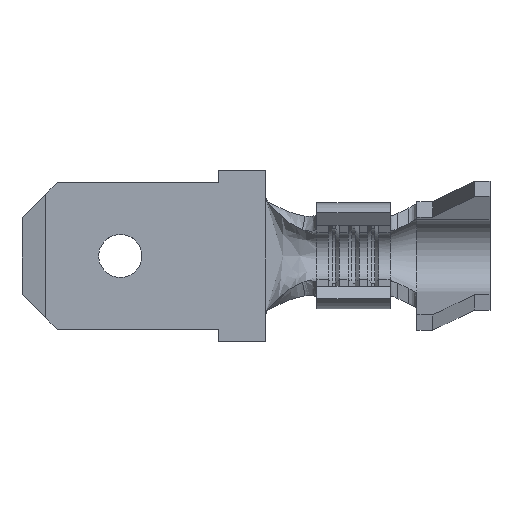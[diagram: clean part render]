
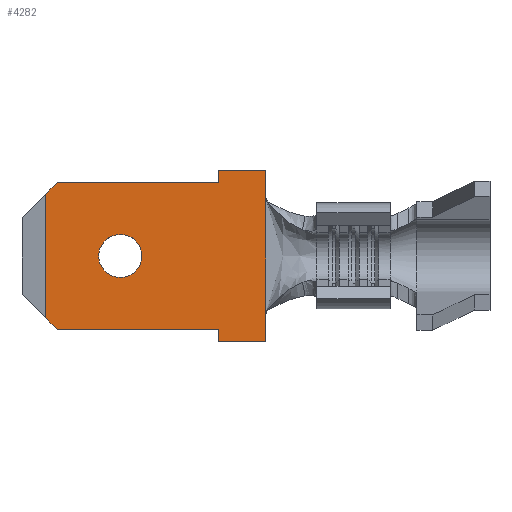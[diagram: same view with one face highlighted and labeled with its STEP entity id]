
A CAD part, top view. The second image highlights one B-rep face of the part: STEP entity #4282.
In plain terms, the highlighted planar face has unit normal (0, 0, 1).
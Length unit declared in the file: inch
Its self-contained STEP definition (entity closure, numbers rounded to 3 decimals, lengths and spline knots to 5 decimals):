
#17 = VECTOR ( 'NONE', #4241, 39.37008 ) ;
#26 = DIRECTION ( 'NONE',  ( 0., 1., 0. ) ) ;
#33 = VECTOR ( 'NONE', #2310, 39.37008 ) ;
#79 = ORIENTED_EDGE ( 'NONE', *, *, #1306, .T. ) ;
#93 = CARTESIAN_POINT ( 'NONE',  ( -0.125, -0.0485, 0.02 ) ) ;
#116 = CARTESIAN_POINT ( 'NONE',  ( 0.125, -0.109, 0.02 ) ) ;
#137 = DIRECTION ( 'NONE',  ( 0., -1., 0. ) ) ;
#255 = ORIENTED_EDGE ( 'NONE', *, *, #1522, .T. ) ;
#263 = AXIS2_PLACEMENT_3D ( 'NONE', #3320, #1159, #3649 ) ;
#286 = LINE ( 'NONE', #4504, #1325 ) ;
#306 = CIRCLE ( 'NONE', #905, 0.0275 ) ;
#364 = EDGE_CURVE ( 'NONE', #3521, #871, #306, .T. ) ;
#380 = CARTESIAN_POINT ( 'NONE',  ( -0.095, -0.0785, 0.02 ) ) ;
#477 = DIRECTION ( 'NONE',  ( 1., 0., 0. ) ) ;
#480 = DIRECTION ( 'NONE',  ( 0., 0., 1. ) ) ;
#484 = CARTESIAN_POINT ( 'NONE',  ( 0., 0., 0.02 ) ) ;
#498 = CARTESIAN_POINT ( 'NONE',  ( 0.185, -0.0729, 0.02 ) ) ;
#602 = CARTESIAN_POINT ( 'NONE',  ( -0.08, 0.0935, 0.02 ) ) ;
#609 = VECTOR ( 'NONE', #26, 39.37008 ) ;
#621 = DIRECTION ( 'NONE',  ( -1., 0., 0. ) ) ;
#651 = ORIENTED_EDGE ( 'NONE', *, *, #1341, .T. ) ;
#713 = AXIS2_PLACEMENT_3D ( 'NONE', #872, #3419, #1272 ) ;
#718 = VERTEX_POINT ( 'NONE', #3160 ) ;
#731 = CARTESIAN_POINT ( 'NONE',  ( 0.125, -0.109, 0.02 ) ) ;
#808 = ORIENTED_EDGE ( 'NONE', *, *, #1348, .T. ) ;
#863 = VERTEX_POINT ( 'NONE', #2574 ) ;
#871 = VERTEX_POINT ( 'NONE', #3891 ) ;
#872 = CARTESIAN_POINT ( 'NONE',  ( 0.185, 0.0935, 0.02 ) ) ;
#903 = VECTOR ( 'NONE', #1509, 39.37008 ) ;
#905 = AXIS2_PLACEMENT_3D ( 'NONE', #484, #480, #477 ) ;
#906 = VECTOR ( 'NONE', #137, 39.37008 ) ;
#1052 = DIRECTION ( 'NONE',  ( 0., 1., 0. ) ) ;
#1083 = VECTOR ( 'NONE', #1380, 39.37008 ) ;
#1108 = CARTESIAN_POINT ( 'NONE',  ( 0.125, -0.0935, 0.02 ) ) ;
#1148 = VECTOR ( 'NONE', #1470, 39.37008 ) ;
#1159 = DIRECTION ( 'NONE',  ( 0., 0., 1. ) ) ;
#1238 = FACE_BOUND ( 'NONE', #2943, .T. ) ;
#1272 = DIRECTION ( 'NONE',  ( -1., 0., 0. ) ) ;
#1275 = LINE ( 'NONE', #93, #33 ) ;
#1290 = VERTEX_POINT ( 'NONE', #498 ) ;
#1303 = ORIENTED_EDGE ( 'NONE', *, *, #1468, .T. ) ;
#1306 = EDGE_CURVE ( 'NONE', #863, #718, #1943, .T. ) ;
#1325 = VECTOR ( 'NONE', #621, 39.37008 ) ;
#1341 = EDGE_CURVE ( 'NONE', #4368, #3512, #2548, .T. ) ;
#1345 = EDGE_CURVE ( 'NONE', #4317, #3512, #3291, .T. ) ;
#1348 = EDGE_CURVE ( 'NONE', #4317, #2474, #1275, .T. ) ;
#1360 = EDGE_CURVE ( 'NONE', #2474, #1401, #3960, .T. ) ;
#1380 = DIRECTION ( 'NONE',  ( 0., 1., 0. ) ) ;
#1393 = EDGE_CURVE ( 'NONE', #1401, #3207, #3754, .T. ) ;
#1401 = VERTEX_POINT ( 'NONE', #2651 ) ;
#1417 = ORIENTED_EDGE ( 'NONE', *, *, #364, .F. ) ;
#1419 = EDGE_CURVE ( 'NONE', #3207, #2380, #1870, .T. ) ;
#1425 = EDGE_CURVE ( 'NONE', #2380, #1290, #3454, .T. ) ;
#1458 = EDGE_CURVE ( 'NONE', #863, #1290, #3242, .T. ) ;
#1468 = EDGE_CURVE ( 'NONE', #718, #1553, #286, .T. ) ;
#1470 = DIRECTION ( 'NONE',  ( 1., 0., 0. ) ) ;
#1497 = EDGE_CURVE ( 'NONE', #1553, #2276, #2201, .T. ) ;
#1509 = DIRECTION ( 'NONE',  ( 0., -1., 0. ) ) ;
#1522 = EDGE_CURVE ( 'NONE', #2276, #4368, #2454, .T. ) ;
#1553 = VERTEX_POINT ( 'NONE', #2363 ) ;
#1560 = EDGE_CURVE ( 'NONE', #871, #3521, #2002, .T. ) ;
#1870 = LINE ( 'NONE', #731, #2698 ) ;
#1943 = LINE ( 'NONE', #3509, #1083 ) ;
#2002 = CIRCLE ( 'NONE', #263, 0.0275 ) ;
#2026 = CARTESIAN_POINT ( 'NONE',  ( -0.095, 0.0785, 0.02 ) ) ;
#2061 = ORIENTED_EDGE ( 'NONE', *, *, #1393, .T. ) ;
#2176 = ORIENTED_EDGE ( 'NONE', *, *, #1419, .T. ) ;
#2201 = LINE ( 'NONE', #3904, #906 ) ;
#2276 = VERTEX_POINT ( 'NONE', #2954 ) ;
#2289 = DIRECTION ( 'NONE',  ( 0., -1., 0. ) ) ;
#2291 = CARTESIAN_POINT ( 'NONE',  ( -0.095, -0.125, 0.02 ) ) ;
#2310 = DIRECTION ( 'NONE',  ( 0.707, -0.707, 0. ) ) ;
#2363 = CARTESIAN_POINT ( 'NONE',  ( 0.125, 0.109, 0.02 ) ) ;
#2380 = VERTEX_POINT ( 'NONE', #3611 ) ;
#2454 = LINE ( 'NONE', #3927, #17 ) ;
#2463 = VECTOR ( 'NONE', #4507, 39.37008 ) ;
#2474 = VERTEX_POINT ( 'NONE', #2987 ) ;
#2548 = LINE ( 'NONE', #602, #2463 ) ;
#2556 = CARTESIAN_POINT ( 'NONE',  ( 0.185, 0.109, 0.02 ) ) ;
#2574 = CARTESIAN_POINT ( 'NONE',  ( 0.185, 0.0729, 0.02 ) ) ;
#2597 = VECTOR ( 'NONE', #2289, 39.37008 ) ;
#2651 = CARTESIAN_POINT ( 'NONE',  ( 0.125, -0.0935, 0.02 ) ) ;
#2698 = VECTOR ( 'NONE', #3289, 39.37008 ) ;
#2730 = ORIENTED_EDGE ( 'NONE', *, *, #1345, .F. ) ;
#2825 = ORIENTED_EDGE ( 'NONE', *, *, #1360, .T. ) ;
#2844 = EDGE_LOOP ( 'NONE', ( #651, #2730, #808, #2825, #2061, #2176, #3879, #3129, #79, #1303, #4086, #255 ) ) ;
#2943 = EDGE_LOOP ( 'NONE', ( #1417, #3324 ) ) ;
#2954 = CARTESIAN_POINT ( 'NONE',  ( 0.125, 0.0935, 0.02 ) ) ;
#2987 = CARTESIAN_POINT ( 'NONE',  ( -0.08, -0.0935, 0.02 ) ) ;
#3129 = ORIENTED_EDGE ( 'NONE', *, *, #1458, .F. ) ;
#3160 = CARTESIAN_POINT ( 'NONE',  ( 0.185, 0.109, 0.02 ) ) ;
#3192 = VECTOR ( 'NONE', #1052, 39.37008 ) ;
#3207 = VERTEX_POINT ( 'NONE', #116 ) ;
#3242 = LINE ( 'NONE', #4186, #2597 ) ;
#3248 = CARTESIAN_POINT ( 'NONE',  ( -0.08, -0.0935, 0.02 ) ) ;
#3289 = DIRECTION ( 'NONE',  ( 1., 0., 0. ) ) ;
#3291 = LINE ( 'NONE', #2291, #3192 ) ;
#3320 = CARTESIAN_POINT ( 'NONE',  ( 0., 0., 0.02 ) ) ;
#3324 = ORIENTED_EDGE ( 'NONE', *, *, #1560, .F. ) ;
#3419 = DIRECTION ( 'NONE',  ( 0., 0., -1. ) ) ;
#3454 = LINE ( 'NONE', #2556, #609 ) ;
#3470 = FACE_OUTER_BOUND ( 'NONE', #2844, .T. ) ;
#3509 = CARTESIAN_POINT ( 'NONE',  ( 0.185, 0.109, 0.02 ) ) ;
#3512 = VERTEX_POINT ( 'NONE', #2026 ) ;
#3521 = VERTEX_POINT ( 'NONE', #3650 ) ;
#3611 = CARTESIAN_POINT ( 'NONE',  ( 0.185, -0.109, 0.02 ) ) ;
#3649 = DIRECTION ( 'NONE',  ( 1., 0., 0. ) ) ;
#3650 = CARTESIAN_POINT ( 'NONE',  ( -0.0275, 0., 0.02 ) ) ;
#3719 = PLANE ( 'NONE',  #713 ) ;
#3754 = LINE ( 'NONE', #1108, #903 ) ;
#3879 = ORIENTED_EDGE ( 'NONE', *, *, #1425, .T. ) ;
#3891 = CARTESIAN_POINT ( 'NONE',  ( 0.0275, 0., 0.02 ) ) ;
#3904 = CARTESIAN_POINT ( 'NONE',  ( 0.125, 0.109, 0.02 ) ) ;
#3927 = CARTESIAN_POINT ( 'NONE',  ( -0.08, 0.0935, 0.02 ) ) ;
#3960 = LINE ( 'NONE', #3248, #1148 ) ;
#4086 = ORIENTED_EDGE ( 'NONE', *, *, #1497, .T. ) ;
#4186 = CARTESIAN_POINT ( 'NONE',  ( 0.185, -0.07, 0.02 ) ) ;
#4241 = DIRECTION ( 'NONE',  ( -1., 0., 0. ) ) ;
#4282 = ADVANCED_FACE ( 'NONE', ( #3470, #1238 ), #3719, .F. ) ;
#4317 = VERTEX_POINT ( 'NONE', #380 ) ;
#4368 = VERTEX_POINT ( 'NONE', #4376 ) ;
#4376 = CARTESIAN_POINT ( 'NONE',  ( -0.08, 0.0935, 0.02 ) ) ;
#4504 = CARTESIAN_POINT ( 'NONE',  ( 0.125, 0.109, 0.02 ) ) ;
#4507 = DIRECTION ( 'NONE',  ( -0.707, -0.707, 0. ) ) ;
